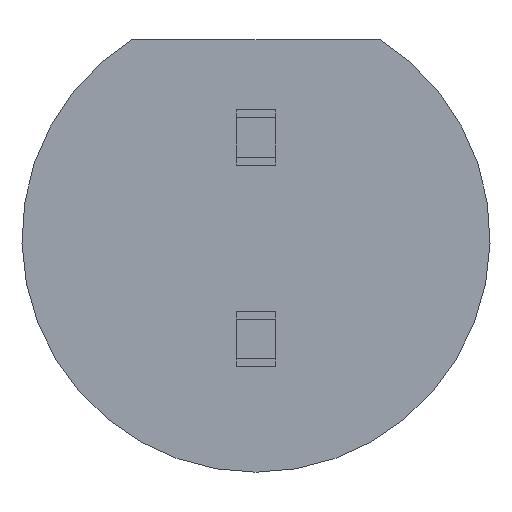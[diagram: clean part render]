
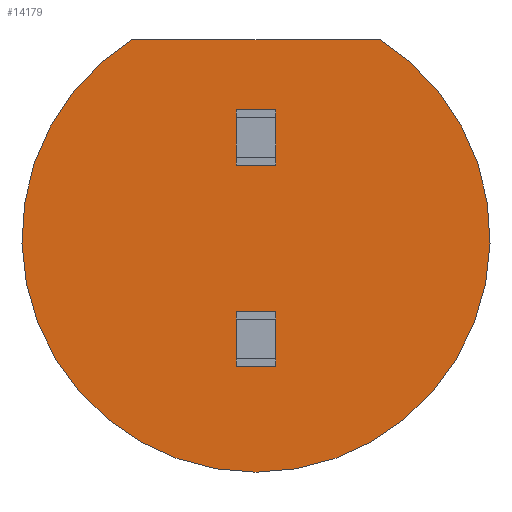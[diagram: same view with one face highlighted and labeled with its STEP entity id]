
A CAD part, front view. The second image highlights one B-rep face of the part: STEP entity #14179.
In plain terms, the highlighted planar face has unit normal (0, -1, 0).
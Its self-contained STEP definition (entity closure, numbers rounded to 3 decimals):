
#7345 = CARTESIAN_POINT ( 'NONE',  ( 1.566, -1., 2.5 ) ) ;
#7346 = DIRECTION ( 'NONE',  ( 1., 0., 0. ) ) ;
#7347 = VECTOR ( 'NONE', #7346, 1000. ) ;
#7348 = CARTESIAN_POINT ( 'NONE',  ( -1.566, -1., 2.5 ) ) ;
#7353 = LINE ( 'NONE', #7348, #7347 ) ;
#7393 = DIRECTION ( 'NONE',  ( 1., 0., 0. ) ) ;
#7394 = DIRECTION ( 'NONE',  ( 0., -1., 0. ) ) ;
#7395 = CARTESIAN_POINT ( 'NONE',  ( 0., -1., 0. ) ) ;
#7396 = AXIS2_PLACEMENT_3D ( 'NONE', #7395, #7394, #7393 ) ;
#7397 = CIRCLE ( 'NONE', #7396, 2.95 ) ;
#7416 = DIRECTION ( 'NONE',  ( -1., 0., 0. ) ) ;
#7417 = VECTOR ( 'NONE', #7416, 1000. ) ;
#7418 = CARTESIAN_POINT ( 'NONE',  ( 0.25, -1., 1.52 ) ) ;
#7419 = LINE ( 'NONE', #7418, #7417 ) ;
#7420 = CARTESIAN_POINT ( 'NONE',  ( -0.25, -1., 1.52 ) ) ;
#7421 = DIRECTION ( 'NONE',  ( 0., 0., 1. ) ) ;
#7422 = VECTOR ( 'NONE', #7421, 1000. ) ;
#7423 = CARTESIAN_POINT ( 'NONE',  ( -0.25, -1., -20.502 ) ) ;
#7424 = LINE ( 'NONE', #7423, #7422 ) ;
#7470 = FACE_OUTER_BOUND ( 'NONE', #14152, .T. ) ;
#7471 = FACE_BOUND ( 'NONE', #14192, .T. ) ;
#7472 = FACE_BOUND ( 'NONE', #14128, .T. ) ;
#7505 = DIRECTION ( 'NONE',  ( 0., 0., 1. ) ) ;
#7506 = VECTOR ( 'NONE', #7505, 1000. ) ;
#7507 = CARTESIAN_POINT ( 'NONE',  ( -0.25, -1., -20.502 ) ) ;
#7508 = LINE ( 'NONE', #7507, #7506 ) ;
#7509 = CARTESIAN_POINT ( 'NONE',  ( -0.25, -1., -1.52 ) ) ;
#7510 = DIRECTION ( 'NONE',  ( -1., 0., 0. ) ) ;
#7511 = VECTOR ( 'NONE', #7510, 1000. ) ;
#7512 = CARTESIAN_POINT ( 'NONE',  ( 0.25, -1., -1.52 ) ) ;
#7513 = DIRECTION ( 'NONE',  ( 1., 0., 0. ) ) ;
#7514 = DIRECTION ( 'NONE',  ( 0., -1., 0. ) ) ;
#7515 = CARTESIAN_POINT ( 'NONE',  ( 0., -1., 0. ) ) ;
#7516 = AXIS2_PLACEMENT_3D ( 'NONE', #7515, #7514, #7513 ) ;
#7517 = LINE ( 'NONE', #7512, #7511 ) ;
#7518 = PLANE ( 'NONE',  #7516 ) ;
#7527 = CARTESIAN_POINT ( 'NONE',  ( -0.25, -1., 1.02 ) ) ;
#7528 = DIRECTION ( 'NONE',  ( -1., 0., 0. ) ) ;
#7529 = VECTOR ( 'NONE', #7528, 1000. ) ;
#7530 = CARTESIAN_POINT ( 'NONE',  ( 0.25, -1., 1.02 ) ) ;
#7531 = LINE ( 'NONE', #7530, #7529 ) ;
#7532 = CARTESIAN_POINT ( 'NONE',  ( 0.25, -1., 1.52 ) ) ;
#7533 = CARTESIAN_POINT ( 'NONE',  ( 0.25, -1., 1.02 ) ) ;
#7534 = DIRECTION ( 'NONE',  ( 0., 0., 1. ) ) ;
#7535 = VECTOR ( 'NONE', #7534, 1000. ) ;
#7536 = CARTESIAN_POINT ( 'NONE',  ( 0.25, -1., -20.502 ) ) ;
#7537 = LINE ( 'NONE', #7536, #7535 ) ;
#7538 = DIRECTION ( 'NONE',  ( -1., 0., 0. ) ) ;
#7539 = VECTOR ( 'NONE', #7538, 1000. ) ;
#7540 = CARTESIAN_POINT ( 'NONE',  ( 0.25, -1., -1.02 ) ) ;
#7541 = LINE ( 'NONE', #7540, #7539 ) ;
#7542 = CARTESIAN_POINT ( 'NONE',  ( -0.25, -1., -1.02 ) ) ;
#11351 = CARTESIAN_POINT ( 'NONE',  ( 0.25, -1., -1.52 ) ) ;
#11399 = DIRECTION ( 'NONE',  ( 0., 0., 1. ) ) ;
#11400 = VECTOR ( 'NONE', #11399, 1000. ) ;
#11401 = CARTESIAN_POINT ( 'NONE',  ( 0.25, -1., -20.502 ) ) ;
#11402 = LINE ( 'NONE', #11401, #11400 ) ;
#11757 = VERTEX_POINT ( 'NONE', #16539 ) ;
#12222 = VERTEX_POINT ( 'NONE', #17869 ) ;
#12232 = EDGE_CURVE ( 'NONE', #12233, #12222, #17851, .T. ) ;
#12233 = VERTEX_POINT ( 'NONE', #17846 ) ;
#14128 = EDGE_LOOP ( 'NONE', ( #14180, #14183, #14189, #14191 ) ) ;
#14136 = ORIENTED_EDGE ( 'NONE', *, *, #14137, .F. ) ;
#14137 = EDGE_CURVE ( 'NONE', #12233, #14138, #7353, .T. ) ;
#14138 = VERTEX_POINT ( 'NONE', #7345 ) ;
#14139 = ORIENTED_EDGE ( 'NONE', *, *, #12232, .T. ) ;
#14140 = ORIENTED_EDGE ( 'NONE', *, *, #14141, .T. ) ;
#14141 = EDGE_CURVE ( 'NONE', #12222, #14138, #7397, .T. ) ;
#14148 = EDGE_CURVE ( 'NONE', #14200, #14149, #7424, .T. ) ;
#14149 = VERTEX_POINT ( 'NONE', #7420 ) ;
#14150 = ORIENTED_EDGE ( 'NONE', *, *, #14151, .F. ) ;
#14151 = EDGE_CURVE ( 'NONE', #14197, #14149, #7419, .T. ) ;
#14152 = EDGE_LOOP ( 'NONE', ( #14136, #14139, #14140 ) ) ;
#14179 = ADVANCED_FACE ( 'NONE', ( #7472, #7471, #7470 ), #7518, .T. ) ;
#14180 = ORIENTED_EDGE ( 'NONE', *, *, #14181, .T. ) ;
#14181 = EDGE_CURVE ( 'NONE', #18841, #14182, #7517, .T. ) ;
#14182 = VERTEX_POINT ( 'NONE', #7509 ) ;
#14183 = ORIENTED_EDGE ( 'NONE', *, *, #14184, .T. ) ;
#14184 = EDGE_CURVE ( 'NONE', #14182, #14188, #7508, .T. ) ;
#14188 = VERTEX_POINT ( 'NONE', #7542 ) ;
#14189 = ORIENTED_EDGE ( 'NONE', *, *, #14190, .F. ) ;
#14190 = EDGE_CURVE ( 'NONE', #11757, #14188, #7541, .T. ) ;
#14191 = ORIENTED_EDGE ( 'NONE', *, *, #19054, .F. ) ;
#14192 = EDGE_LOOP ( 'NONE', ( #14194, #14198, #14201, #14150 ) ) ;
#14194 = ORIENTED_EDGE ( 'NONE', *, *, #14195, .F. ) ;
#14195 = EDGE_CURVE ( 'NONE', #14196, #14197, #7537, .T. ) ;
#14196 = VERTEX_POINT ( 'NONE', #7533 ) ;
#14197 = VERTEX_POINT ( 'NONE', #7532 ) ;
#14198 = ORIENTED_EDGE ( 'NONE', *, *, #14199, .T. ) ;
#14199 = EDGE_CURVE ( 'NONE', #14196, #14200, #7531, .T. ) ;
#14200 = VERTEX_POINT ( 'NONE', #7527 ) ;
#14201 = ORIENTED_EDGE ( 'NONE', *, *, #14148, .T. ) ;
#16539 = CARTESIAN_POINT ( 'NONE',  ( 0.25, -1., -1.02 ) ) ;
#17846 = CARTESIAN_POINT ( 'NONE',  ( -1.566, -1., 2.5 ) ) ;
#17847 = DIRECTION ( 'NONE',  ( 1., 0., 0. ) ) ;
#17848 = DIRECTION ( 'NONE',  ( 0., -1., 0. ) ) ;
#17849 = CARTESIAN_POINT ( 'NONE',  ( 0., -1., 0. ) ) ;
#17850 = AXIS2_PLACEMENT_3D ( 'NONE', #17849, #17848, #17847 ) ;
#17851 = CIRCLE ( 'NONE', #17850, 2.95 ) ;
#17869 = CARTESIAN_POINT ( 'NONE',  ( 0., -1., -2.95 ) ) ;
#18841 = VERTEX_POINT ( 'NONE', #11351 ) ;
#19054 = EDGE_CURVE ( 'NONE', #18841, #11757, #11402, .T. ) ;
